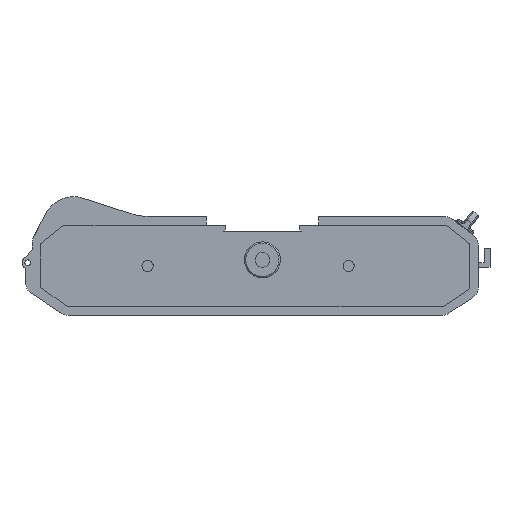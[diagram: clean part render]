
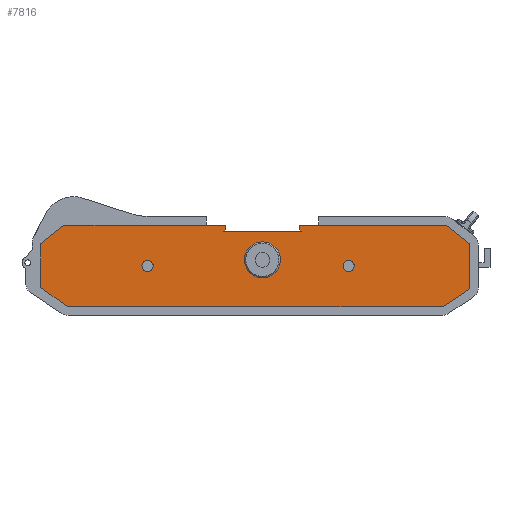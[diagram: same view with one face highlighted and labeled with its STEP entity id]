
A CAD part, front view. The second image highlights one B-rep face of the part: STEP entity #7816.
In plain terms, the highlighted planar face has unit normal (0, -1, 0).
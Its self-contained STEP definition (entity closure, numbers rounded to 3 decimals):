
#194=FACE_BOUND('',#2700,.T.);
#195=FACE_BOUND('',#2701,.T.);
#196=FACE_BOUND('',#2702,.T.);
#778=LINE('',#13289,#1505);
#787=LINE('',#13319,#1514);
#790=LINE('',#13325,#1517);
#793=LINE('',#13331,#1520);
#796=LINE('',#13337,#1523);
#799=LINE('',#13343,#1526);
#802=LINE('',#13349,#1529);
#805=LINE('',#13355,#1532);
#808=LINE('',#13361,#1535);
#811=LINE('',#13367,#1538);
#812=LINE('',#13369,#1539);
#821=LINE('',#13473,#1548);
#1505=VECTOR('',#10244,10.);
#1514=VECTOR('',#10271,10.);
#1517=VECTOR('',#10276,10.);
#1520=VECTOR('',#10281,10.);
#1523=VECTOR('',#10286,10.);
#1526=VECTOR('',#10291,10.);
#1529=VECTOR('',#10296,10.);
#1532=VECTOR('',#10301,10.);
#1535=VECTOR('',#10306,10.);
#1538=VECTOR('',#10311,10.);
#1539=VECTOR('',#10314,10.);
#1548=VECTOR('',#10367,10.);
#1853=PLANE('',#8493);
#2240=FACE_OUTER_BOUND('',#2699,.T.);
#2699=EDGE_LOOP('',(#6898,#6899,#6900,#6901,#6902,#6903,#6904,#6905,#6906,
#6907,#6908,#6909));
#2700=EDGE_LOOP('',(#6910));
#2701=EDGE_LOOP('',(#6911));
#2702=EDGE_LOOP('',(#6912));
#3045=CIRCLE('',#8358,1.94);
#3046=CIRCLE('',#8360,1.94);
#3099=CIRCLE('',#8494,6.25);
#3728=VERTEX_POINT('',#12976);
#3729=VERTEX_POINT('',#12980);
#3828=VERTEX_POINT('',#13285);
#3830=VERTEX_POINT('',#13288);
#3838=VERTEX_POINT('',#13309);
#3842=VERTEX_POINT('',#13317);
#3844=VERTEX_POINT('',#13323);
#3846=VERTEX_POINT('',#13329);
#3848=VERTEX_POINT('',#13335);
#3850=VERTEX_POINT('',#13341);
#3852=VERTEX_POINT('',#13347);
#3854=VERTEX_POINT('',#13353);
#3856=VERTEX_POINT('',#13359);
#3858=VERTEX_POINT('',#13365);
#3880=VERTEX_POINT('',#13518);
#4713=EDGE_CURVE('',#3728,#3728,#3045,.T.);
#4715=EDGE_CURVE('',#3729,#3729,#3046,.T.);
#4869=EDGE_CURVE('',#3830,#3828,#778,.T.);
#4884=EDGE_CURVE('',#3838,#3842,#787,.T.);
#4887=EDGE_CURVE('',#3842,#3844,#790,.T.);
#4890=EDGE_CURVE('',#3844,#3846,#793,.T.);
#4893=EDGE_CURVE('',#3846,#3848,#796,.T.);
#4896=EDGE_CURVE('',#3848,#3850,#799,.T.);
#4899=EDGE_CURVE('',#3850,#3852,#802,.T.);
#4902=EDGE_CURVE('',#3852,#3854,#805,.T.);
#4905=EDGE_CURVE('',#3854,#3856,#808,.T.);
#4908=EDGE_CURVE('',#3856,#3858,#811,.T.);
#4909=EDGE_CURVE('',#3858,#3830,#812,.T.);
#4931=EDGE_CURVE('',#3828,#3838,#821,.T.);
#4950=EDGE_CURVE('',#3880,#3880,#3099,.T.);
#6898=ORIENTED_EDGE('',*,*,#4899,.T.);
#6899=ORIENTED_EDGE('',*,*,#4902,.T.);
#6900=ORIENTED_EDGE('',*,*,#4905,.T.);
#6901=ORIENTED_EDGE('',*,*,#4908,.T.);
#6902=ORIENTED_EDGE('',*,*,#4909,.T.);
#6903=ORIENTED_EDGE('',*,*,#4869,.T.);
#6904=ORIENTED_EDGE('',*,*,#4931,.T.);
#6905=ORIENTED_EDGE('',*,*,#4884,.T.);
#6906=ORIENTED_EDGE('',*,*,#4887,.T.);
#6907=ORIENTED_EDGE('',*,*,#4890,.T.);
#6908=ORIENTED_EDGE('',*,*,#4893,.T.);
#6909=ORIENTED_EDGE('',*,*,#4896,.T.);
#6910=ORIENTED_EDGE('',*,*,#4713,.T.);
#6911=ORIENTED_EDGE('',*,*,#4715,.T.);
#6912=ORIENTED_EDGE('',*,*,#4950,.F.);
#7816=ADVANCED_FACE('',(#2240,#194,#195,#196),#1853,.T.);
#8358=AXIS2_PLACEMENT_3D('',#12977,#9951,#9952);
#8360=AXIS2_PLACEMENT_3D('',#12981,#9956,#9957);
#8493=AXIS2_PLACEMENT_3D('',#13517,#10401,#10402);
#8494=AXIS2_PLACEMENT_3D('',#13519,#10403,#10404);
#9951=DIRECTION('center_axis',(0.,1.,0.));
#9952=DIRECTION('ref_axis',(1.,0.,0.));
#9956=DIRECTION('center_axis',(0.,1.,0.));
#9957=DIRECTION('ref_axis',(1.,0.,0.));
#10244=DIRECTION('',(0.,0.,-1.));
#10271=DIRECTION('',(0.,0.,1.));
#10276=DIRECTION('',(-1.,0.,0.));
#10281=DIRECTION('',(-0.781,0.,-0.625));
#10286=DIRECTION('',(0.,0.,-1.));
#10291=DIRECTION('',(0.81,0.,-0.587));
#10296=DIRECTION('',(1.,0.,0.));
#10301=DIRECTION('',(0.832,0.,0.555));
#10306=DIRECTION('',(0.,0.,1.));
#10311=DIRECTION('',(-0.781,0.,0.625));
#10314=DIRECTION('',(-1.,0.,0.));
#10367=DIRECTION('',(-1.,0.,0.));
#10401=DIRECTION('center_axis',(0.,-1.,0.));
#10402=DIRECTION('ref_axis',(0.,0.,-1.));
#10403=DIRECTION('center_axis',(0.,-1.,0.));
#10404=DIRECTION('ref_axis',(1.,0.,0.));
#12976=CARTESIAN_POINT('',(27.961,-37.5,14.875));
#12977=CARTESIAN_POINT('Origin',(29.901,-37.5,14.875));
#12980=CARTESIAN_POINT('',(-41.841,-37.5,14.875));
#12981=CARTESIAN_POINT('Origin',(-39.901,-37.5,14.875));
#13285=CARTESIAN_POINT('',(12.879,-37.5,27.));
#13288=CARTESIAN_POINT('',(12.879,-37.5,29.));
#13289=CARTESIAN_POINT('',(12.879,-37.5,27.));
#13309=CARTESIAN_POINT('',(-12.879,-37.5,27.));
#13317=CARTESIAN_POINT('',(-12.879,-37.5,29.));
#13319=CARTESIAN_POINT('',(-12.879,-37.5,27.));
#13323=CARTESIAN_POINT('',(-68.948,-37.5,29.));
#13325=CARTESIAN_POINT('',(58.948,-37.5,29.));
#13329=CARTESIAN_POINT('',(-77.,-37.5,22.558));
#13331=CARTESIAN_POINT('',(-68.948,-37.5,29.));
#13335=CARTESIAN_POINT('',(-77.,-37.5,7.442));
#13337=CARTESIAN_POINT('',(-77.,-37.5,22.558));
#13341=CARTESIAN_POINT('',(-67.773,-37.5,0.75));
#13343=CARTESIAN_POINT('',(-77.,-37.5,7.442));
#13347=CARTESIAN_POINT('',(62.773,-37.5,0.75));
#13349=CARTESIAN_POINT('',(-62.773,-37.5,0.75));
#13353=CARTESIAN_POINT('',(72.,-37.5,6.901));
#13355=CARTESIAN_POINT('',(62.773,-37.5,0.75));
#13359=CARTESIAN_POINT('',(72.,-37.5,22.558));
#13361=CARTESIAN_POINT('',(72.,-37.5,6.901));
#13365=CARTESIAN_POINT('',(63.948,-37.5,29.));
#13367=CARTESIAN_POINT('',(72.,-37.5,22.558));
#13369=CARTESIAN_POINT('',(63.948,-37.5,29.));
#13473=CARTESIAN_POINT('',(-2.5,-37.5,27.));
#13517=CARTESIAN_POINT('Origin',(0.,-37.5,14.875));
#13518=CARTESIAN_POINT('',(-6.273,-37.5,17.007));
#13519=CARTESIAN_POINT('Origin',(-0.023,-37.5,17.007));
